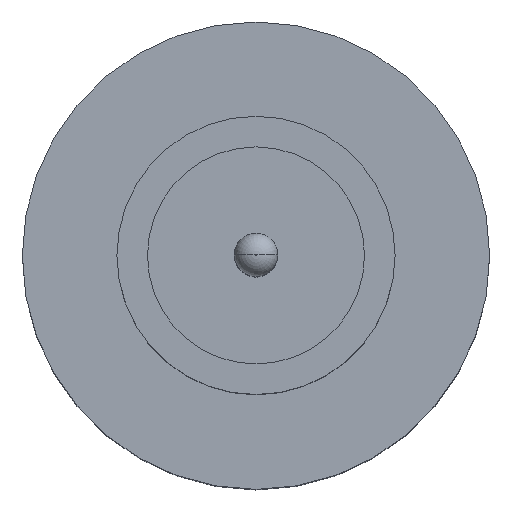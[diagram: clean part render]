
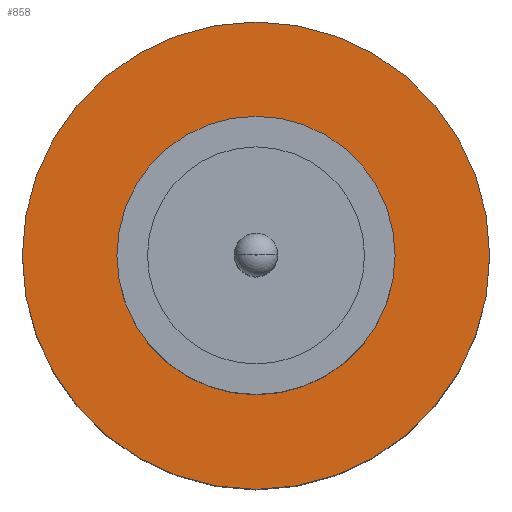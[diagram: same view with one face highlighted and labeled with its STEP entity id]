
A CAD part, top view. The second image highlights one B-rep face of the part: STEP entity #858.
In plain terms, the highlighted planar face has unit normal (0, 0, 1).
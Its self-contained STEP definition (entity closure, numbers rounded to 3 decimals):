
#28 = EDGE_CURVE ( 'NONE', #615, #387, #229, .T. ) ;
#37 = DIRECTION ( 'NONE',  ( 0., 0., 1. ) ) ;
#47 = AXIS2_PLACEMENT_3D ( 'NONE', #510, #37, #192 ) ;
#57 = CIRCLE ( 'NONE', #491, 2.1 ) ;
#126 = VERTEX_POINT ( 'NONE', #608 ) ;
#189 = DIRECTION ( 'NONE',  ( 1., 0., 0. ) ) ;
#192 = DIRECTION ( 'NONE',  ( 1., 0., 0. ) ) ;
#194 = CIRCLE ( 'NONE', #206, 2.1 ) ;
#203 = CARTESIAN_POINT ( 'NONE',  ( 0., 0., 1.55 ) ) ;
#206 = AXIS2_PLACEMENT_3D ( 'NONE', #203, #364, #369 ) ;
#209 = DIRECTION ( 'NONE',  ( 1., 0., 0. ) ) ;
#212 = EDGE_CURVE ( 'NONE', #814, #126, #194, .T. ) ;
#229 = CIRCLE ( 'NONE', #47, 1.25 ) ;
#285 = EDGE_CURVE ( 'NONE', #387, #615, #333, .T. ) ;
#289 = DIRECTION ( 'NONE',  ( 1., 0., 0. ) ) ;
#293 = AXIS2_PLACEMENT_3D ( 'NONE', #430, #645, #189 ) ;
#317 = EDGE_LOOP ( 'NONE', ( #995, #627 ) ) ;
#328 = CARTESIAN_POINT ( 'NONE',  ( 2.1, 0., 1.55 ) ) ;
#333 = CIRCLE ( 'NONE', #347, 1.25 ) ;
#347 = AXIS2_PLACEMENT_3D ( 'NONE', #1005, #529, #289 ) ;
#364 = DIRECTION ( 'NONE',  ( 0., 0., 1. ) ) ;
#369 = DIRECTION ( 'NONE',  ( 1., 0., 0. ) ) ;
#387 = VERTEX_POINT ( 'NONE', #1003 ) ;
#430 = CARTESIAN_POINT ( 'NONE',  ( 0., 0., 1.55 ) ) ;
#491 = AXIS2_PLACEMENT_3D ( 'NONE', #738, #894, #209 ) ;
#510 = CARTESIAN_POINT ( 'NONE',  ( 0., 0., 1.55 ) ) ;
#529 = DIRECTION ( 'NONE',  ( 0., 0., 1. ) ) ;
#608 = CARTESIAN_POINT ( 'NONE',  ( -2.1, 0., 1.55 ) ) ;
#615 = VERTEX_POINT ( 'NONE', #619 ) ;
#619 = CARTESIAN_POINT ( 'NONE',  ( 1.25, 0., 1.55 ) ) ;
#627 = ORIENTED_EDGE ( 'NONE', *, *, #212, .T. ) ;
#645 = DIRECTION ( 'NONE',  ( 0., 0., 1. ) ) ;
#684 = FACE_OUTER_BOUND ( 'NONE', #317, .T. ) ;
#709 = ORIENTED_EDGE ( 'NONE', *, *, #285, .F. ) ;
#738 = CARTESIAN_POINT ( 'NONE',  ( 0., 0., 1.55 ) ) ;
#809 = PLANE ( 'NONE',  #293 ) ;
#814 = VERTEX_POINT ( 'NONE', #328 ) ;
#820 = EDGE_LOOP ( 'NONE', ( #904, #709 ) ) ;
#858 = ADVANCED_FACE ( 'NONE', ( #899, #684 ), #809, .T. ) ;
#894 = DIRECTION ( 'NONE',  ( 0., 0., 1. ) ) ;
#899 = FACE_BOUND ( 'NONE', #820, .T. ) ;
#904 = ORIENTED_EDGE ( 'NONE', *, *, #28, .F. ) ;
#936 = EDGE_CURVE ( 'NONE', #126, #814, #57, .T. ) ;
#995 = ORIENTED_EDGE ( 'NONE', *, *, #936, .T. ) ;
#1003 = CARTESIAN_POINT ( 'NONE',  ( -1.25, 0., 1.55 ) ) ;
#1005 = CARTESIAN_POINT ( 'NONE',  ( 0., 0., 1.55 ) ) ;
